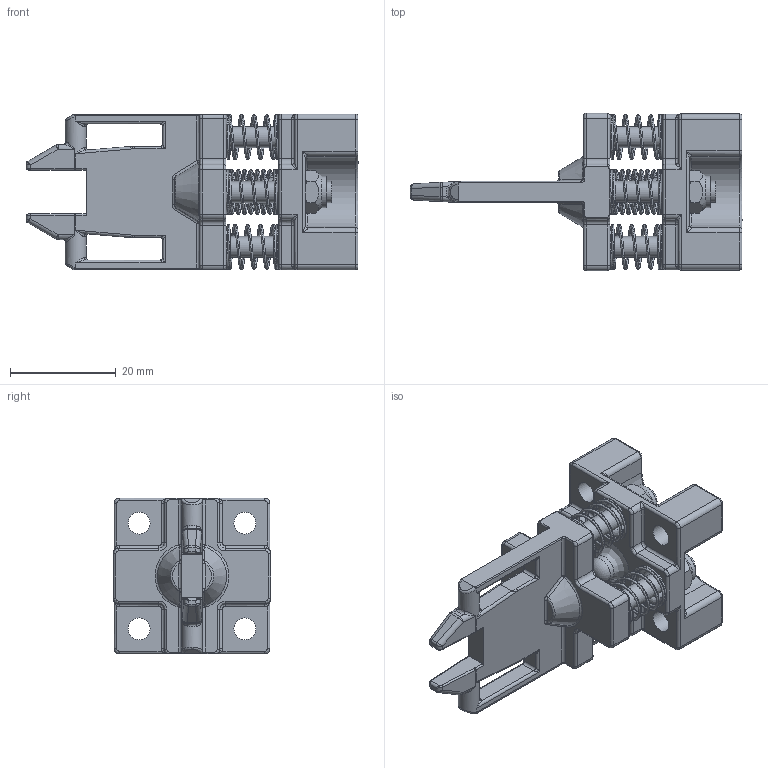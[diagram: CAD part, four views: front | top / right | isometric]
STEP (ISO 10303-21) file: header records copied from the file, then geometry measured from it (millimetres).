
FILE_DESCRIPTION (( 'STEP AP214' ), '1' );
FILE_NAME ('ST2311-C-ACTUATOR.STEP', '2018-05-11T19:03:53', ( '' ), ( '' ), 'SwSTEP 2.0', 'SolidWorks 2017', '' );
FILE_SCHEMA (( 'AUTOMOTIVE_DESIGN' ));
Length unit declared in the file: inch
Products named in the file (1): ST2311-C-ACTUATOR
Bounding box: 62.84 x 29.8 x 29.5 mm (x, y, z)
Volume: 12281.2 mm3; surface area: 10662.7 mm2
Topology: 10 solids, 11 shells, 595 faces, 1418 edges, 792 vertices
Faces by surface type: cylinder 216, bspline 209, plane 131, cone 38, torus 1
Full cylindrical faces by diameter (mm): 2 x3, 3.242 x4, 4 x6, 4.134 x4, 5 x1, 5.8 x4, 5.95 x4
Entity records: 40043 total; most frequent: CARTESIAN_POINT 28429, ORIENTED_EDGE 2584, DIRECTION 1974, EDGE_CURVE 1292, VERTEX_POINT 766, AXIS2_PLACEMENT_3D 764, EDGE_LOOP 670, FACE_OUTER_BOUND 635
